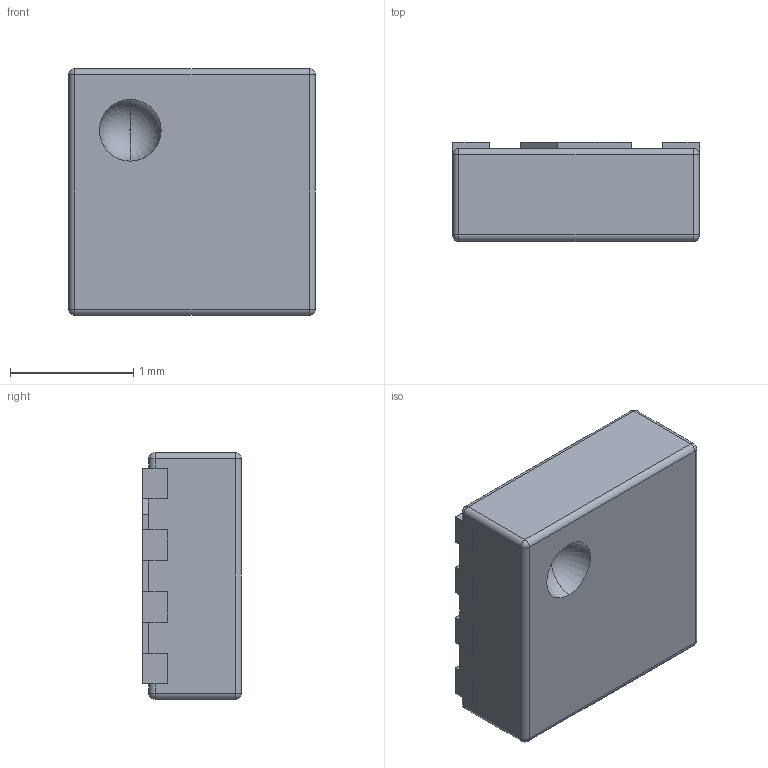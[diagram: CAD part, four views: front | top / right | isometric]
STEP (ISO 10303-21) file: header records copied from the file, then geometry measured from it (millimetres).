
FILE_DESCRIPTION (( 'STEP AP214' ), '1' );
FILE_NAME ('6930561F-7E75-42CB-A47A-CCABBAA69B1F.STEP', '2025-10-27T07:35:51', ( '' ), ( '' ), 'SwSTEP 2.0', 'SolidWorks 2022', '' );
FILE_SCHEMA (( 'AUTOMOTIVE_DESIGN' ));
Length unit declared in the file: millimetre
Products named in the file (1): 6930561F-7E75-42CB-A47A-CCABBAA69B1F
Bounding box: 2 x 0.8 x 2 mm (x, y, z)
Volume: 3.1 mm3; surface area: 21.9 mm2
Topology: 10 solids, 10 shells, 126 faces, 296 edges, 184 vertices
Faces by surface type: plane 100, cylinder 16, sphere 8, torus 2
Entity records: 3659 total; most frequent: CARTESIAN_POINT 599, DIRECTION 580, ORIENTED_EDGE 576, EDGE_CURVE 288, VECTOR 250, LINE 250, VERTEX_POINT 184, AXIS2_PLACEMENT_3D 165
